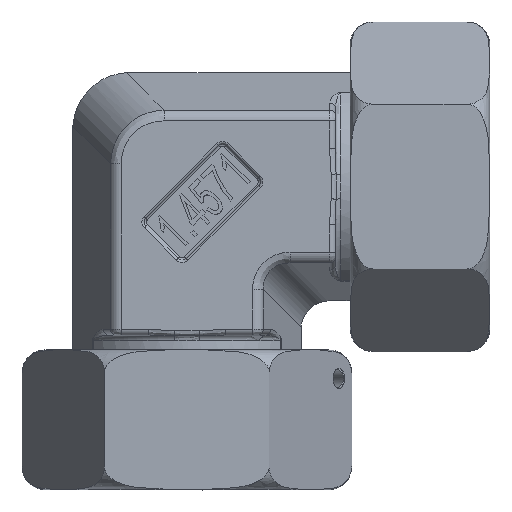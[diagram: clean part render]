
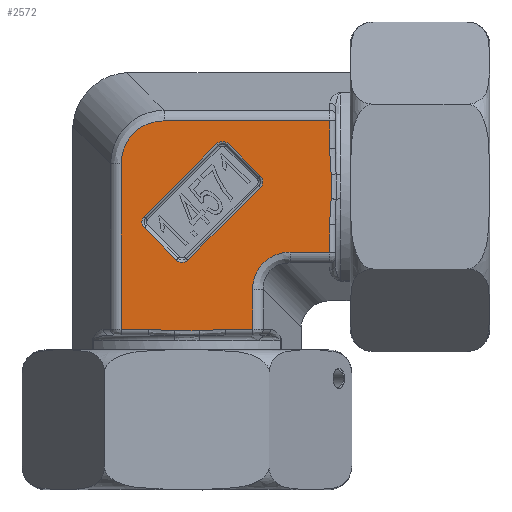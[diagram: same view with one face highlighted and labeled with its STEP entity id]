
A CAD part, top view. The second image highlights one B-rep face of the part: STEP entity #2572.
In plain terms, the highlighted planar face has unit normal (0, 0, 1).
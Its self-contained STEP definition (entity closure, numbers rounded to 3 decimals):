
#215=ELLIPSE('',#13418,7.873,7.);
#216=ELLIPSE('',#13419,8.998,8.);
#1263=LINE('',#20353,#1885);
#1264=LINE('',#20358,#1886);
#1265=LINE('',#20362,#1887);
#1266=LINE('',#20366,#1888);
#1267=LINE('',#20378,#1889);
#1268=LINE('',#20380,#1890);
#1269=LINE('',#20384,#1891);
#1270=LINE('',#20386,#1892);
#1271=LINE('',#20409,#1893);
#1272=LINE('',#20411,#1894);
#1273=LINE('',#20415,#1895);
#1274=LINE('',#20417,#1896);
#1885=VECTOR('',#14868,1.);
#1886=VECTOR('',#14871,1.);
#1887=VECTOR('',#14874,1.);
#1888=VECTOR('',#14877,1.);
#1889=VECTOR('',#14880,1.);
#1890=VECTOR('',#14881,1.);
#1891=VECTOR('',#14884,1.);
#1892=VECTOR('',#14885,1.);
#1893=VECTOR('',#14886,1.);
#1894=VECTOR('',#14887,1.);
#1895=VECTOR('',#14890,1.);
#1896=VECTOR('',#14891,1.);
#2572=ADVANCED_FACE('',(#3899,#3900),#3288,.T.);
#3288=PLANE('',#13420);
#3638=CIRCLE('',#13414,1.4);
#3639=CIRCLE('',#13415,1.4);
#3640=CIRCLE('',#13416,1.4);
#3641=CIRCLE('',#13417,1.4);
#3899=FACE_BOUND('',#4272,.T.);
#3900=FACE_BOUND('',#4273,.T.);
#4272=EDGE_LOOP('',(#6256,#6257,#6258,#6259,#6260,#6261,#6262,#6263));
#4273=EDGE_LOOP('',(#6264,#6265,#6266,#6267,#6268,#6269,#6270,#6271,#6272,
#6273,#6274,#6275,#6276,#6277,#6278,#6279));
#6256=ORIENTED_EDGE('',*,*,#10821,.T.);
#6257=ORIENTED_EDGE('',*,*,#10822,.T.);
#6258=ORIENTED_EDGE('',*,*,#10823,.T.);
#6259=ORIENTED_EDGE('',*,*,#10824,.T.);
#6260=ORIENTED_EDGE('',*,*,#10825,.T.);
#6261=ORIENTED_EDGE('',*,*,#10826,.T.);
#6262=ORIENTED_EDGE('',*,*,#10827,.T.);
#6263=ORIENTED_EDGE('',*,*,#10828,.T.);
#6264=ORIENTED_EDGE('',*,*,#10829,.T.);
#6265=ORIENTED_EDGE('',*,*,#10830,.T.);
#6266=ORIENTED_EDGE('',*,*,#10831,.T.);
#6267=ORIENTED_EDGE('',*,*,#10832,.T.);
#6268=ORIENTED_EDGE('',*,*,#10833,.T.);
#6269=ORIENTED_EDGE('',*,*,#10834,.T.);
#6270=ORIENTED_EDGE('',*,*,#10835,.T.);
#6271=ORIENTED_EDGE('',*,*,#10836,.T.);
#6272=ORIENTED_EDGE('',*,*,#10837,.T.);
#6273=ORIENTED_EDGE('',*,*,#10838,.T.);
#6274=ORIENTED_EDGE('',*,*,#10839,.T.);
#6275=ORIENTED_EDGE('',*,*,#10840,.F.);
#6276=ORIENTED_EDGE('',*,*,#10841,.F.);
#6277=ORIENTED_EDGE('',*,*,#10842,.T.);
#6278=ORIENTED_EDGE('',*,*,#10843,.T.);
#6279=ORIENTED_EDGE('',*,*,#10844,.T.);
#9318=VERTEX_POINT('',#20354);
#9319=VERTEX_POINT('',#20355);
#9320=VERTEX_POINT('',#20357);
#9321=VERTEX_POINT('',#20359);
#9322=VERTEX_POINT('',#20361);
#9323=VERTEX_POINT('',#20363);
#9324=VERTEX_POINT('',#20365);
#9325=VERTEX_POINT('',#20367);
#9326=VERTEX_POINT('',#20376);
#9327=VERTEX_POINT('',#20377);
#9328=VERTEX_POINT('',#20379);
#9329=VERTEX_POINT('',#20381);
#9330=VERTEX_POINT('',#20383);
#9331=VERTEX_POINT('',#20385);
#9332=VERTEX_POINT('',#20387);
#9333=VERTEX_POINT('',#20395);
#9334=VERTEX_POINT('',#20400);
#9335=VERTEX_POINT('',#20408);
#9336=VERTEX_POINT('',#20410);
#9337=VERTEX_POINT('',#20412);
#9338=VERTEX_POINT('',#20414);
#9339=VERTEX_POINT('',#20416);
#9340=VERTEX_POINT('',#20418);
#9341=VERTEX_POINT('',#20426);
#10821=EDGE_CURVE('',#9318,#9319,#1263,.T.);
#10822=EDGE_CURVE('',#9319,#9320,#3638,.T.);
#10823=EDGE_CURVE('',#9320,#9321,#1264,.T.);
#10824=EDGE_CURVE('',#9321,#9322,#3639,.T.);
#10825=EDGE_CURVE('',#9322,#9323,#1265,.T.);
#10826=EDGE_CURVE('',#9323,#9324,#3640,.T.);
#10827=EDGE_CURVE('',#9324,#9325,#1266,.T.);
#10828=EDGE_CURVE('',#9325,#9318,#3641,.T.);
#10829=EDGE_CURVE('',#9326,#9327,#12513,.T.);
#10830=EDGE_CURVE('',#9327,#9328,#1267,.T.);
#10831=EDGE_CURVE('',#9328,#9329,#1268,.T.);
#10832=EDGE_CURVE('',#9329,#9330,#215,.T.);
#10833=EDGE_CURVE('',#9330,#9331,#1269,.T.);
#10834=EDGE_CURVE('',#9331,#9332,#1270,.T.);
#10835=EDGE_CURVE('',#9332,#9333,#12514,.T.);
#10836=EDGE_CURVE('',#9333,#9334,#12515,.T.);
#10837=EDGE_CURVE('',#9334,#9335,#12516,.T.);
#10838=EDGE_CURVE('',#9335,#9336,#1271,.T.);
#10839=EDGE_CURVE('',#9336,#9337,#1272,.T.);
#10840=EDGE_CURVE('',#9338,#9337,#216,.T.);
#10841=EDGE_CURVE('',#9339,#9338,#1273,.T.);
#10842=EDGE_CURVE('',#9339,#9340,#1274,.T.);
#10843=EDGE_CURVE('',#9340,#9341,#12517,.T.);
#10844=EDGE_CURVE('',#9341,#9326,#12518,.T.);
#12513=B_SPLINE_CURVE_WITH_KNOTS('',3,(#20369,#20370,#20371,#20372,#20373,
#20374,#20375),.UNSPECIFIED.,.F.,.F.,(4,3,4),(0.,0.875,1.),
 .UNSPECIFIED.);
#12514=B_SPLINE_CURVE_WITH_KNOTS('',3,(#20388,#20389,#20390,#20391,#20392,
#20393,#20394),.UNSPECIFIED.,.F.,.F.,(4,3,4),(0.,0.125,1.),
 .UNSPECIFIED.);
#12515=B_SPLINE_CURVE_WITH_KNOTS('',3,(#20396,#20397,#20398,#20399),
 .UNSPECIFIED.,.F.,.F.,(4,4),(0.,1.),.UNSPECIFIED.);
#12516=B_SPLINE_CURVE_WITH_KNOTS('',3,(#20401,#20402,#20403,#20404,#20405,
#20406,#20407),.UNSPECIFIED.,.F.,.F.,(4,3,4),(0.,0.123,1.),
 .UNSPECIFIED.);
#12517=B_SPLINE_CURVE_WITH_KNOTS('',3,(#20419,#20420,#20421,#20422,#20423,
#20424,#20425),.UNSPECIFIED.,.F.,.F.,(4,3,4),(0.,0.877,1.),
 .UNSPECIFIED.);
#12518=B_SPLINE_CURVE_WITH_KNOTS('',3,(#20427,#20428,#20429,#20430),
 .UNSPECIFIED.,.F.,.F.,(4,4),(0.,1.),.UNSPECIFIED.);
#13414=AXIS2_PLACEMENT_3D('',#20356,#14869,#14870);
#13415=AXIS2_PLACEMENT_3D('',#20360,#14872,#14873);
#13416=AXIS2_PLACEMENT_3D('',#20364,#14875,#14876);
#13417=AXIS2_PLACEMENT_3D('',#20368,#14878,#14879);
#13418=AXIS2_PLACEMENT_3D('',#20382,#14882,#14883);
#13419=AXIS2_PLACEMENT_3D('',#20413,#14888,#14889);
#13420=AXIS2_PLACEMENT_3D('',#20431,#14892,#14893);
#14868=DIRECTION('',(-0.707,-0.707,0.));
#14869=DIRECTION('',(0.,0.,-1.));
#14870=DIRECTION('',(1.,0.,0.));
#14871=DIRECTION('',(-0.707,0.707,0.));
#14872=DIRECTION('',(0.,0.,-1.));
#14873=DIRECTION('',(1.,0.,0.));
#14874=DIRECTION('',(0.707,0.707,0.));
#14875=DIRECTION('',(0.,0.,-1.));
#14876=DIRECTION('',(1.,0.,0.));
#14877=DIRECTION('',(0.707,-0.707,0.));
#14878=DIRECTION('',(0.,0.,-1.));
#14879=DIRECTION('',(1.,0.,0.));
#14880=DIRECTION('',(1.,0.,0.));
#14881=DIRECTION('',(0.,1.,0.));
#14882=DIRECTION('',(0.,0.,-1.));
#14883=DIRECTION('',(0.707,-0.707,0.));
#14884=DIRECTION('',(1.,0.,0.));
#14885=DIRECTION('',(0.,1.,0.));
#14886=DIRECTION('',(0.,1.,0.));
#14887=DIRECTION('',(-1.,0.,0.));
#14888=DIRECTION('',(0.,0.,-1.));
#14889=DIRECTION('',(-0.707,0.707,0.));
#14890=DIRECTION('',(0.,1.,0.));
#14891=DIRECTION('',(1.,0.,0.));
#14892=DIRECTION('',(0.,0.,1.));
#14893=DIRECTION('',(1.,0.,0.));
#20353=CARTESIAN_POINT('',(-0.549,-13.593,20.5));
#20354=CARTESIAN_POINT('',(12.886,-0.158,20.5));
#20355=CARTESIAN_POINT('',(0.158,-12.886,20.5));
#20356=CARTESIAN_POINT('',(-0.832,-11.896,20.5));
#20357=CARTESIAN_POINT('',(-1.821,-12.886,20.5));
#20358=CARTESIAN_POINT('',(-8.185,-6.522,20.5));
#20359=CARTESIAN_POINT('',(-7.478,-7.23,20.5));
#20360=CARTESIAN_POINT('',(-6.488,-6.24,20.5));
#20361=CARTESIAN_POINT('',(-7.478,-5.25,20.5));
#20362=CARTESIAN_POINT('',(5.957,8.185,20.5));
#20363=CARTESIAN_POINT('',(5.25,7.478,20.5));
#20364=CARTESIAN_POINT('',(6.24,6.488,20.5));
#20365=CARTESIAN_POINT('',(7.23,7.478,20.5));
#20366=CARTESIAN_POINT('',(13.593,1.114,20.5));
#20367=CARTESIAN_POINT('',(12.886,1.821,20.5));
#20368=CARTESIAN_POINT('',(11.896,0.832,20.5));
#20369=CARTESIAN_POINT('',(2.157,-25.271,20.5));
#20370=CARTESIAN_POINT('',(3.487,-25.186,20.5));
#20371=CARTESIAN_POINT('',(4.815,-25.044,20.5));
#20372=CARTESIAN_POINT('',(6.148,-25.008,20.5));
#20373=CARTESIAN_POINT('',(6.338,-25.003,20.5));
#20374=CARTESIAN_POINT('',(6.528,-25.,20.5));
#20375=CARTESIAN_POINT('',(6.719,-25.,20.5));
#20376=CARTESIAN_POINT('',(2.157,-25.271,20.5));
#20377=CARTESIAN_POINT('',(6.719,-25.,20.5));
#20378=CARTESIAN_POINT('',(6.549,-25.,20.5));
#20379=CARTESIAN_POINT('',(11.502,-25.,20.5));
#20380=CARTESIAN_POINT('',(11.502,12.903,20.5));
#20381=CARTESIAN_POINT('',(11.502,-18.08,20.5));
#20382=CARTESIAN_POINT('',(18.951,-18.951,20.5));
#20383=CARTESIAN_POINT('',(18.08,-11.502,20.5));
#20384=CARTESIAN_POINT('',(6.549,-11.502,20.5));
#20385=CARTESIAN_POINT('',(25.,-11.502,20.5));
#20386=CARTESIAN_POINT('',(25.,-2.267,20.5));
#20387=CARTESIAN_POINT('',(25.,-6.719,20.5));
#20388=CARTESIAN_POINT('',(25.,-6.719,20.5));
#20389=CARTESIAN_POINT('',(25.,-6.528,20.5));
#20390=CARTESIAN_POINT('',(25.003,-6.338,20.5));
#20391=CARTESIAN_POINT('',(25.008,-6.148,20.5));
#20392=CARTESIAN_POINT('',(25.044,-4.815,20.5));
#20393=CARTESIAN_POINT('',(25.186,-3.487,20.5));
#20394=CARTESIAN_POINT('',(25.271,-2.157,20.5));
#20395=CARTESIAN_POINT('',(25.271,-2.157,20.5));
#20396=CARTESIAN_POINT('',(25.271,-2.157,20.5));
#20397=CARTESIAN_POINT('',(25.363,-0.719,20.5));
#20398=CARTESIAN_POINT('',(25.363,0.719,20.5));
#20399=CARTESIAN_POINT('',(25.271,2.157,20.5));
#20400=CARTESIAN_POINT('',(25.271,2.157,20.5));
#20401=CARTESIAN_POINT('',(25.271,2.157,20.5));
#20402=CARTESIAN_POINT('',(25.259,2.344,20.5));
#20403=CARTESIAN_POINT('',(25.246,2.531,20.5));
#20404=CARTESIAN_POINT('',(25.233,2.719,20.5));
#20405=CARTESIAN_POINT('',(25.135,4.051,20.5));
#20406=CARTESIAN_POINT('',(25.,5.383,20.5));
#20407=CARTESIAN_POINT('',(25.,6.719,20.5));
#20408=CARTESIAN_POINT('',(25.,6.719,20.5));
#20409=CARTESIAN_POINT('',(25.,11.502,20.5));
#20410=CARTESIAN_POINT('',(25.,11.502,20.5));
#20411=CARTESIAN_POINT('',(6.549,11.502,20.5));
#20412=CARTESIAN_POINT('',(-3.985,11.502,20.5));
#20413=CARTESIAN_POINT('',(-2.989,2.989,20.5));
#20414=CARTESIAN_POINT('',(-11.502,3.985,20.5));
#20415=CARTESIAN_POINT('',(-11.502,12.903,20.5));
#20416=CARTESIAN_POINT('',(-11.502,-25.,20.5));
#20417=CARTESIAN_POINT('',(6.549,-25.,20.5));
#20418=CARTESIAN_POINT('',(-6.719,-25.,20.5));
#20419=CARTESIAN_POINT('',(-6.719,-25.,20.5));
#20420=CARTESIAN_POINT('',(-5.383,-25.,20.5));
#20421=CARTESIAN_POINT('',(-4.051,-25.135,20.5));
#20422=CARTESIAN_POINT('',(-2.719,-25.233,20.5));
#20423=CARTESIAN_POINT('',(-2.531,-25.246,20.5));
#20424=CARTESIAN_POINT('',(-2.344,-25.259,20.5));
#20425=CARTESIAN_POINT('',(-2.157,-25.271,20.5));
#20426=CARTESIAN_POINT('',(-2.157,-25.271,20.5));
#20427=CARTESIAN_POINT('',(-2.157,-25.271,20.5));
#20428=CARTESIAN_POINT('',(-0.719,-25.363,20.5));
#20429=CARTESIAN_POINT('',(0.719,-25.363,20.5));
#20430=CARTESIAN_POINT('',(2.157,-25.271,20.5));
#20431=CARTESIAN_POINT('',(6.549,12.903,20.5));
